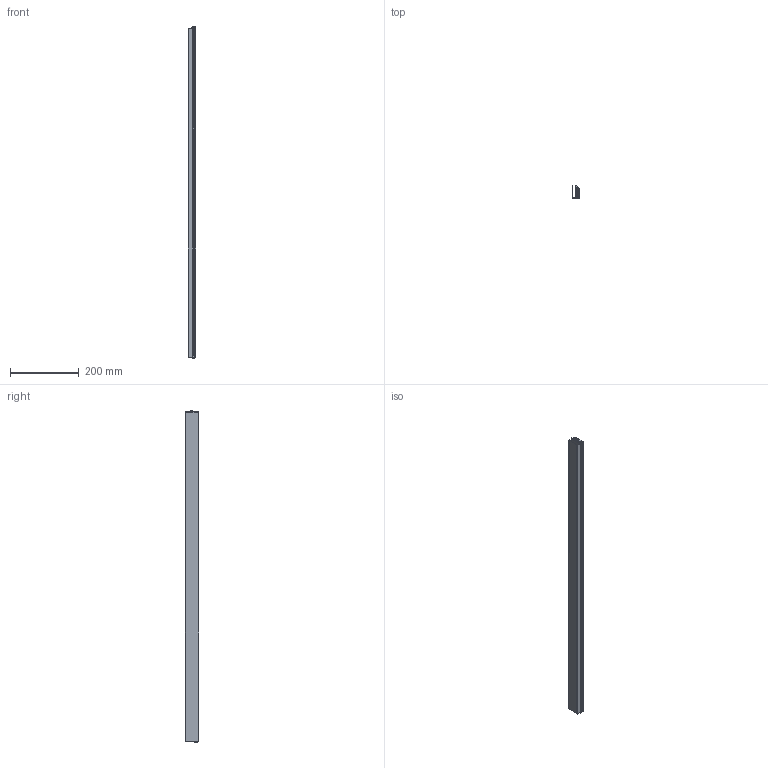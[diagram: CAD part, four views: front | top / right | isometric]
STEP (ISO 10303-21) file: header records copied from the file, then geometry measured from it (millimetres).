
FILE_DESCRIPTION (( 'STEP AP203' ), '1' );
FILE_NAME ('kg-a8_schmal_959.STEP', '2025-08-05T13:01:23', ( '' ), ( '' ), 'SwSTEP 2.0', 'SolidWorks 2023', '' );
FILE_SCHEMA (( 'CONFIG_CONTROL_DESIGN' ));
Length unit declared in the file: millimetre
Products named in the file (8): Schutzprofil KG A8 schmal_Darstellung; Innengeometrie_WA_959; Aussengehäuse_WA_959; Abschlusskappe KG-S schmal - links B_1000883-Haube KG-S schmal li ohne Bohrung; Betätigungsteil_WA; M2.9x13; kg-a8_schmal_959; Abschlusskappe KG-S schmal - rechts_1000883-Haube KG-S schmal li ohne Bohrung
Assembly tree (8 placements, depth 2):
  kg-a8_schmal_959
    Schutzprofil KG A8 schmal_Darstellung
    Aussengehäuse_WA_959
    Betätigungsteil_WA
    Innengeometrie_WA_959
    Abschlusskappe KG-S schmal - links B_1000883-Haube KG-S schmal li ohne Bohrung
    M2.9x13  x2
    Abschlusskappe KG-S schmal - rechts_1000883-Haube KG-S schmal li ohne Bohrung
Bounding box: 22.87 x 38 x 968.05 mm (x, y, z)
Volume: 357731.1 mm3; surface area: 462549.9 mm2
Topology: 25 solids, 25 shells, 1313 faces, 3628 edges, 2402 vertices
Faces by surface type: plane 714, bspline 455, cylinder 98, cone 33, torus 13
Entity records: 56485 total; most frequent: CARTESIAN_POINT 25954, ORIENTED_EDGE 7060, DIRECTION 4409, EDGE_CURVE 3530, LINE 2367, VECTOR 2367, VERTEX_POINT 2346, EDGE_LOOP 1406
